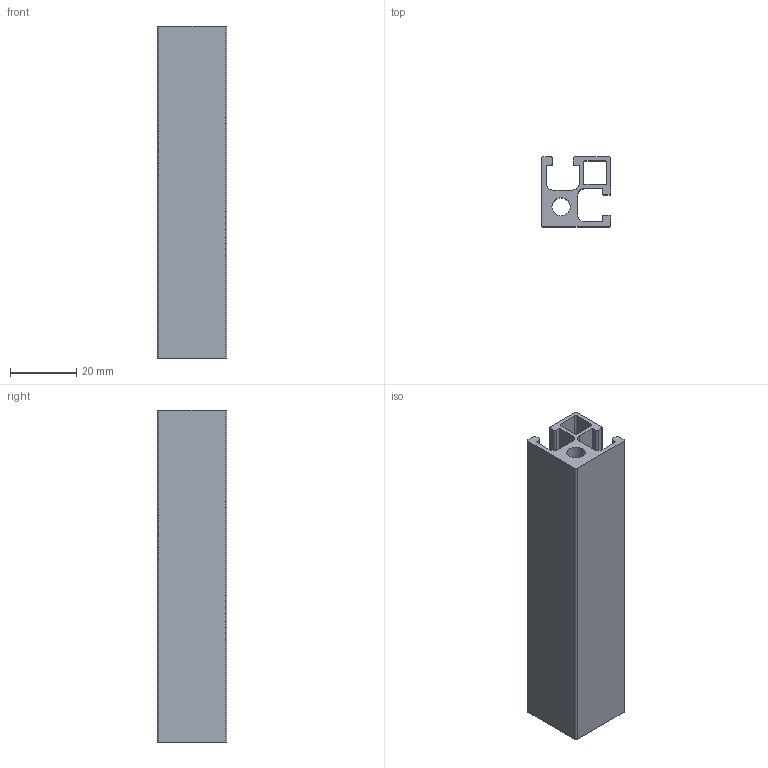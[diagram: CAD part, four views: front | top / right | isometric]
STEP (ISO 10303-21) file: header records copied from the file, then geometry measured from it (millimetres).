
FILE_DESCRIPTION(/* description */ ('PROF.21,5X21,5 2C'),/* implementation_level */ '2;1');
FILE_NAME(/* name */ 'BPRDD0000038.stp',/* time_stamp */ '2017-07-13T16:26:27+02:00',/* author */ ('fzagni'),/* organization */ (''),/* preprocessor_version */ 'ST-DEVELOPER v16.1',/* originating_system */ 'Autodesk Inventor 2016',/* authorisation */ '');
FILE_SCHEMA (('AUTOMOTIVE_DESIGN { 1 0 10303 214 3 1 1 }'));
Length unit declared in the file: millimetre
Products named in the file (1): 01.21,521,5.2A
Bounding box: 21 x 21 x 100 mm (x, y, z)
Volume: 18883.6 mm3; surface area: 18178.8 mm2
Topology: 1 solids, 1 shells, 47 faces, 135 edges, 90 vertices
Faces by surface type: plane 26, cylinder 21
Full cylindrical faces by diameter (mm): 5.5 x1
Entity records: 1578 total; most frequent: DIRECTION 272, CARTESIAN_POINT 272, ORIENTED_EDGE 268, EDGE_CURVE 134, LINE 92, VECTOR 92, VERTEX_POINT 90, AXIS2_PLACEMENT_3D 90
